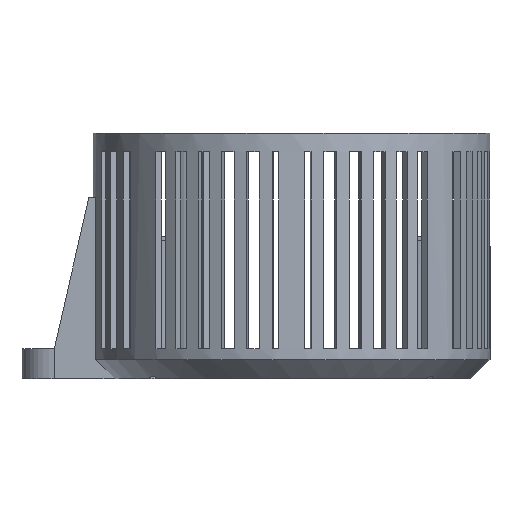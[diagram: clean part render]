
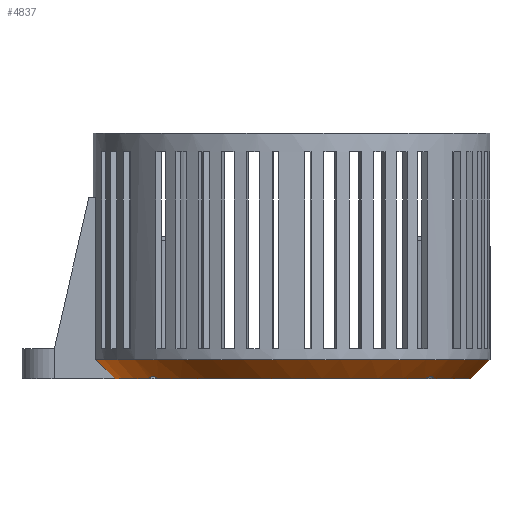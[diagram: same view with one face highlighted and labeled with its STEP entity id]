
A CAD part, front view. The second image highlights one B-rep face of the part: STEP entity #4837.
In plain terms, the highlighted conical face has half-angle 45 degrees and reference radius 45.293 mm.
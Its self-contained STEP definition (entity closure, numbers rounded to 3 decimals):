
#14 = VERTEX_POINT ( 'NONE', #5718 ) ;
#138 = EDGE_LOOP ( 'NONE', ( #980, #8094, #3393, #9837, #2363, #3408, #470, #6290 ) ) ;
#249 = EDGE_CURVE ( 'NONE', #9560, #2355, #8300, .T. ) ;
#361 = CARTESIAN_POINT ( 'NONE',  ( -32.403, -26.802, 0.465 ) ) ;
#388 = CARTESIAN_POINT ( 'NONE',  ( 32.098, -27.149, 0.454 ) ) ;
#470 = ORIENTED_EDGE ( 'NONE', *, *, #249, .F. ) ;
#557 = AXIS2_PLACEMENT_3D ( 'NONE', #2521, #2451, #8740 ) ;
#826 = VECTOR ( 'NONE', #7379, 1000. ) ;
#980 = ORIENTED_EDGE ( 'NONE', *, *, #2507, .F. ) ;
#1059 = CARTESIAN_POINT ( 'NONE',  ( 30.862, -27.874, 0. ) ) ;
#1123 = CARTESIAN_POINT ( 'NONE',  ( -40.904, -7.5, 0. ) ) ;
#1156 = CARTESIAN_POINT ( 'NONE',  ( -42.399, -7.5, 1.47 ) ) ;
#1221 = EDGE_CURVE ( 'NONE', #1914, #2355, #4112, .T. ) ;
#1222 = CARTESIAN_POINT ( 'NONE',  ( 32.982, -25.329, 0. ) ) ;
#1572 = EDGE_CURVE ( 'NONE', #8517, #4335, #4559, .T. ) ;
#1894 = EDGE_CURVE ( 'NONE', #9560, #4784, #4954, .T. ) ;
#1908 = CARTESIAN_POINT ( 'NONE',  ( 31.123, -27.795, 0.142 ) ) ;
#1914 = VERTEX_POINT ( 'NONE', #5047 ) ;
#2019 = AXIS2_PLACEMENT_3D ( 'NONE', #2362, #3886, #9334 ) ;
#2201 = CIRCLE ( 'NONE', #9646, 41.586 ) ;
#2355 = VERTEX_POINT ( 'NONE', #8182 ) ;
#2362 = CARTESIAN_POINT ( 'NONE',  ( 0., 0., 4.414 ) ) ;
#2363 = ORIENTED_EDGE ( 'NONE', *, *, #2818, .F. ) ;
#2451 = DIRECTION ( 'NONE',  ( 0., 0., 1. ) ) ;
#2507 = EDGE_CURVE ( 'NONE', #14, #4784, #6512, .T. ) ;
#2521 = CARTESIAN_POINT ( 'NONE',  ( 0., 0., 3.707 ) ) ;
#2710 = CARTESIAN_POINT ( 'NONE',  ( 32.884, -25.878, 0.258 ) ) ;
#2775 = CARTESIAN_POINT ( 'NONE',  ( 30.862, -27.874, 0. ) ) ;
#2816 = CARTESIAN_POINT ( 'NONE',  ( -32.647, -26.419, 0.412 ) ) ;
#2818 = EDGE_CURVE ( 'NONE', #1914, #6291, #2201, .T. ) ;
#3009 = CARTESIAN_POINT ( 'NONE',  ( 0., 0., 0. ) ) ;
#3295 = CARTESIAN_POINT ( 'NONE',  ( 46., 0., 4.414 ) ) ;
#3393 = ORIENTED_EDGE ( 'NONE', *, *, #1572, .F. ) ;
#3408 = ORIENTED_EDGE ( 'NONE', *, *, #1221, .T. ) ;
#3510 = CARTESIAN_POINT ( 'NONE',  ( 31.873, -27.348, 0.412 ) ) ;
#3580 = CARTESIAN_POINT ( 'NONE',  ( 31.382, -27.679, 0.258 ) ) ;
#3585 = CARTESIAN_POINT ( 'NONE',  ( -31.754, -27.438, 0.38 ) ) ;
#3617 = CARTESIAN_POINT ( 'NONE',  ( -32.101, -27.146, 0.455 ) ) ;
#3685 = DIRECTION ( 'NONE',  ( 1., 0., 0. ) ) ;
#3752 = DIRECTION ( 'NONE',  ( 1., 0., 0. ) ) ;
#3886 = DIRECTION ( 'NONE',  ( 0., 0., 1. ) ) ;
#4045 = CONICAL_SURFACE ( 'NONE', #557, 45.293, 0.785 ) ;
#4112 = B_SPLINE_CURVE_WITH_KNOTS ( 'NONE', 3,
 ( #9860, #8242, #5909, #8316, #2816, #8350, #361, #8211, #3617, #4307, #3585, #9900, #5148, #5945 ),
 .UNSPECIFIED., .F., .F.,
 ( 4, 2, 2, 2, 2, 2, 4 ),
 ( 0.001, 0.002, 0.003, 0.003, 0.004, 0.004, 0.005 ),
 .UNSPECIFIED. ) ;
#4303 = CARTESIAN_POINT ( 'NONE',  ( 32.646, -26.421, 0.412 ) ) ;
#4307 = CARTESIAN_POINT ( 'NONE',  ( -31.875, -27.347, 0.412 ) ) ;
#4335 = VERTEX_POINT ( 'NONE', #3295 ) ;
#4369 = CARTESIAN_POINT ( 'NONE',  ( 32.49, -26.68, 0.455 ) ) ;
#4483 = DIRECTION ( 'NONE',  ( 0., 0., -1. ) ) ;
#4559 = CIRCLE ( 'NONE', #2019, 46. ) ;
#4784 = VERTEX_POINT ( 'NONE', #6473 ) ;
#4837 = ADVANCED_FACE ( 'NONE', ( #5623 ), #4045, .T. ) ;
#4954 = B_SPLINE_CURVE_WITH_KNOTS ( 'NONE', 3,
 ( #2775, #1908, #3580, #7462, #3510, #388, #9856, #7542, #4369, #4303, #9895, #2710, #5145, #1222 ),
 .UNSPECIFIED., .F., .F.,
 ( 4, 2, 2, 2, 2, 2, 4 ),
 ( 0.001, 0.002, 0.003, 0.003, 0.004, 0.004, 0.005 ),
 .UNSPECIFIED. ) ;
#5013 = EDGE_CURVE ( 'NONE', #14, #4335, #7883, .T. ) ;
#5047 = CARTESIAN_POINT ( 'NONE',  ( -32.982, -25.329, 0. ) ) ;
#5145 = CARTESIAN_POINT ( 'NONE',  ( 32.952, -25.597, 0.14 ) ) ;
#5148 = CARTESIAN_POINT ( 'NONE',  ( -31.12, -27.796, 0.14 ) ) ;
#5174 = CARTESIAN_POINT ( 'NONE',  ( 45.293, 0., 3.707 ) ) ;
#5257 = AXIS2_PLACEMENT_3D ( 'NONE', #3009, #7759, #8537 ) ;
#5623 = FACE_OUTER_BOUND ( 'NONE', #138, .T. ) ;
#5718 = CARTESIAN_POINT ( 'NONE',  ( 41.586, 0., 0. ) ) ;
#5909 = CARTESIAN_POINT ( 'NONE',  ( -32.884, -25.876, 0.258 ) ) ;
#5945 = CARTESIAN_POINT ( 'NONE',  ( -30.862, -27.874, 0. ) ) ;
#6071 = AXIS2_PLACEMENT_3D ( 'NONE', #7706, #7679, #3752 ) ;
#6109 = EDGE_CURVE ( 'NONE', #6291, #8517, #9531, .T. ) ;
#6290 = ORIENTED_EDGE ( 'NONE', *, *, #1894, .T. ) ;
#6291 = VERTEX_POINT ( 'NONE', #8302 ) ;
#6473 = CARTESIAN_POINT ( 'NONE',  ( 32.982, -25.329, 0. ) ) ;
#6512 = CIRCLE ( 'NONE', #5257, 41.586 ) ;
#7379 = DIRECTION ( 'NONE',  ( 0.707, 0., 0.707 ) ) ;
#7462 = CARTESIAN_POINT ( 'NONE',  ( 31.755, -27.438, 0.381 ) ) ;
#7542 = CARTESIAN_POINT ( 'NONE',  ( 32.402, -26.803, 0.465 ) ) ;
#7679 = DIRECTION ( 'NONE',  ( 0., 0., -1. ) ) ;
#7706 = CARTESIAN_POINT ( 'NONE',  ( 0., 0., 0. ) ) ;
#7759 = DIRECTION ( 'NONE',  ( 0., 0., -1. ) ) ;
#7883 = LINE ( 'NONE', #5174, #826 ) ;
#8084 = CARTESIAN_POINT ( 'NONE',  ( -45.384, -7.5, 4.414 ) ) ;
#8094 = ORIENTED_EDGE ( 'NONE', *, *, #5013, .T. ) ;
#8182 = CARTESIAN_POINT ( 'NONE',  ( -30.862, -27.874, 0. ) ) ;
#8211 = CARTESIAN_POINT ( 'NONE',  ( -32.207, -27.038, 0.465 ) ) ;
#8242 = CARTESIAN_POINT ( 'NONE',  ( -32.952, -25.601, 0.142 ) ) ;
#8300 = CIRCLE ( 'NONE', #6071, 41.586 ) ;
#8302 = CARTESIAN_POINT ( 'NONE',  ( -40.904, -7.5, 0. ) ) ;
#8316 = CARTESIAN_POINT ( 'NONE',  ( -32.714, -26.286, 0.381 ) ) ;
#8350 = CARTESIAN_POINT ( 'NONE',  ( -32.492, -26.676, 0.454 ) ) ;
#8459 = CARTESIAN_POINT ( 'NONE',  ( 0., 0., 0. ) ) ;
#8517 = VERTEX_POINT ( 'NONE', #8084 ) ;
#8537 = DIRECTION ( 'NONE',  ( 1., 0., 0. ) ) ;
#8740 = DIRECTION ( 'NONE',  ( 1., 0., 0. ) ) ;
#8990 = CARTESIAN_POINT ( 'NONE',  ( -45.384, -7.5, 4.414 ) ) ;
#9334 = DIRECTION ( 'NONE',  ( 1., 0., 0. ) ) ;
#9531 = B_SPLINE_CURVE_WITH_KNOTS ( 'NONE', 3,
 ( #1123, #1156, #9823, #8990 ),
 .UNSPECIFIED., .F., .F.,
 ( 4, 4 ),
 ( 0.009, 0.016 ),
 .UNSPECIFIED. ) ;
#9560 = VERTEX_POINT ( 'NONE', #1059 ) ;
#9646 = AXIS2_PLACEMENT_3D ( 'NONE', #8459, #4483, #3685 ) ;
#9823 = CARTESIAN_POINT ( 'NONE',  ( -43.892, -7.5, 2.942 ) ) ;
#9837 = ORIENTED_EDGE ( 'NONE', *, *, #6109, .F. ) ;
#9856 = CARTESIAN_POINT ( 'NONE',  ( 32.206, -27.039, 0.465 ) ) ;
#9860 = CARTESIAN_POINT ( 'NONE',  ( -32.982, -25.329, 0. ) ) ;
#9895 = CARTESIAN_POINT ( 'NONE',  ( 32.715, -26.285, 0.38 ) ) ;
#9900 = CARTESIAN_POINT ( 'NONE',  ( -31.383, -27.678, 0.258 ) ) ;
